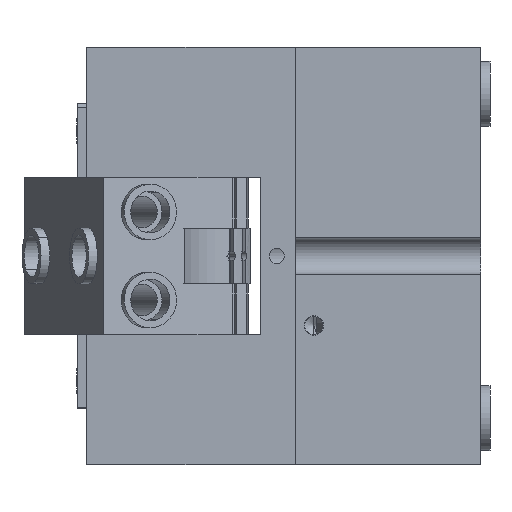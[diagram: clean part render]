
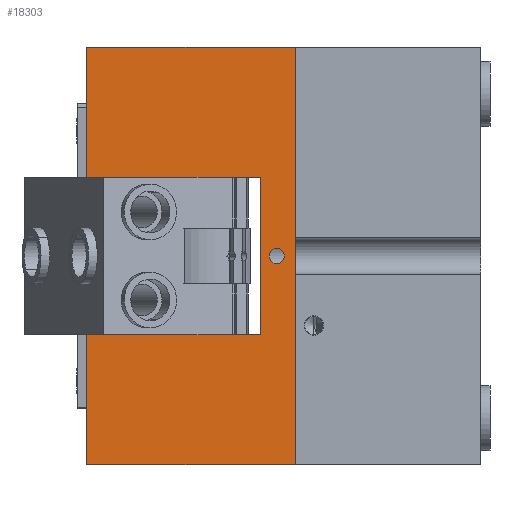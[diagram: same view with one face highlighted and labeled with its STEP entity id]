
A CAD part, left-side view. The second image highlights one B-rep face of the part: STEP entity #18303.
In plain terms, the highlighted planar face has unit normal (-1, 0, 0).
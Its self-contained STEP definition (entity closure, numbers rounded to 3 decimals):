
#17 = EDGE_CURVE ( 'NONE', #17962, #17837, #12804, .T. ) ;
#64 = EDGE_CURVE ( 'NONE', #17837, #17801, #13382, .T. ) ;
#79 = EDGE_CURVE ( 'NONE', #17962, #17900, #13407, .T. ) ;
#100 = EDGE_CURVE ( 'NONE', #17842, #17900, #13435, .T. ) ;
#101 = EDGE_CURVE ( 'NONE', #701, #762, #13438, .T. ) ;
#452 = EDGE_CURVE ( 'NONE', #17869, #17842, #14155, .T. ) ;
#461 = EDGE_CURVE ( 'NONE', #17859, #17935, #14180, .T. ) ;
#491 = EDGE_CURVE ( 'NONE', #17859, #17869, #14516, .T. ) ;
#492 = EDGE_CURVE ( 'NONE', #17935, #17801, #14525, .T. ) ;
#535 = EDGE_CURVE ( 'NONE', #762, #701, #14590, .T. ) ;
#701 = VERTEX_POINT ( 'NONE', #4078 ) ;
#762 = VERTEX_POINT ( 'NONE', #4139 ) ;
#1688 = AXIS2_PLACEMENT_3D ( 'NONE', #18922, #18969, #18964 ) ;
#1882 = AXIS2_PLACEMENT_3D ( 'NONE', #3777, #3778, #3779 ) ;
#3247 = CARTESIAN_POINT ( 'NONE',  ( -80., 47.5, 17. ) ) ;
#3248 = DIRECTION ( 'NONE',  ( 0., 0., -1. ) ) ;
#3267 = CARTESIAN_POINT ( 'NONE',  ( -80., 85., -45. ) ) ;
#3268 = DIRECTION ( 'NONE',  ( 0., 0., 1. ) ) ;
#3322 = CARTESIAN_POINT ( 'NONE',  ( -80., 85., 17. ) ) ;
#3344 = DIRECTION ( 'NONE',  ( 0., -1., 0. ) ) ;
#3345 = CARTESIAN_POINT ( 'NONE',  ( -80., 40., 45. ) ) ;
#3346 = DIRECTION ( 'NONE',  ( 0., -1., 0. ) ) ;
#3777 = CARTESIAN_POINT ( 'NONE',  ( -80., 44., 0. ) ) ;
#3778 = DIRECTION ( 'NONE',  ( -1., 0., 0. ) ) ;
#3779 = DIRECTION ( 'NONE',  ( 0., 0., 1. ) ) ;
#4078 = CARTESIAN_POINT ( 'NONE',  ( -80., 44., 1.65 ) ) ;
#4139 = CARTESIAN_POINT ( 'NONE',  ( -80., 44., -1.65 ) ) ;
#7344 = CARTESIAN_POINT ( 'NONE',  ( -80., 40., 45. ) ) ;
#7382 = CARTESIAN_POINT ( 'NONE',  ( -80., 40., -45. ) ) ;
#7387 = CARTESIAN_POINT ( 'NONE',  ( -80., 47.5, -17. ) ) ;
#7404 = CARTESIAN_POINT ( 'NONE',  ( -80., 85., 17. ) ) ;
#7415 = CARTESIAN_POINT ( 'NONE',  ( -80., 47.5, 17. ) ) ;
#7446 = CARTESIAN_POINT ( 'NONE',  ( -80., 85., -17. ) ) ;
#7482 = CARTESIAN_POINT ( 'NONE',  ( -80., 85., 45. ) ) ;
#7511 = CARTESIAN_POINT ( 'NONE',  ( -80., 85., -45. ) ) ;
#8370 = CARTESIAN_POINT ( 'NONE',  ( -80., 40., -45. ) ) ;
#8378 = PLANE ( 'NONE',  #16317 ) ;
#8379 = DIRECTION ( 'NONE',  ( -1., 0., 0. ) ) ;
#8380 = DIRECTION ( 'NONE',  ( 0., 0., 1. ) ) ;
#10477 = FACE_OUTER_BOUND ( 'NONE', #12034, .T. ) ;
#10482 = FACE_BOUND ( 'NONE', #12383, .T. ) ;
#11020 = VECTOR ( 'NONE', #18063, 1000. ) ;
#11486 = ORIENTED_EDGE ( 'NONE', *, *, #101, .F. ) ;
#11487 = ORIENTED_EDGE ( 'NONE', *, *, #535, .F. ) ;
#11488 = ORIENTED_EDGE ( 'NONE', *, *, #491, .T. ) ;
#11489 = ORIENTED_EDGE ( 'NONE', *, *, #452, .T. ) ;
#11490 = ORIENTED_EDGE ( 'NONE', *, *, #100, .T. ) ;
#11491 = ORIENTED_EDGE ( 'NONE', *, *, #79, .F. ) ;
#11492 = ORIENTED_EDGE ( 'NONE', *, *, #17, .T. ) ;
#11493 = ORIENTED_EDGE ( 'NONE', *, *, #64, .T. ) ;
#11494 = ORIENTED_EDGE ( 'NONE', *, *, #492, .F. ) ;
#11495 = ORIENTED_EDGE ( 'NONE', *, *, #461, .F. ) ;
#12034 = EDGE_LOOP ( 'NONE', ( #11488, #11489, #11490, #11491, #11492, #11493, #11494, #11495 ) ) ;
#12383 = EDGE_LOOP ( 'NONE', ( #11486, #11487 ) ) ;
#12804 = LINE ( 'NONE', #17990, #11020 ) ;
#13382 = LINE ( 'NONE', #18882, #13383 ) ;
#13383 = VECTOR ( 'NONE', #18841, 1000. ) ;
#13407 = LINE ( 'NONE', #18947, #13408 ) ;
#13408 = VECTOR ( 'NONE', #18896, 1000. ) ;
#13421 = VECTOR ( 'NONE', #18946, 1000. ) ;
#13435 = LINE ( 'NONE', #18953, #13421 ) ;
#13438 = CIRCLE ( 'NONE', #1688, 1.65 ) ;
#14155 = LINE ( 'NONE', #3247, #14157 ) ;
#14157 = VECTOR ( 'NONE', #3248, 1000. ) ;
#14169 = VECTOR ( 'NONE', #3268, 1000. ) ;
#14180 = LINE ( 'NONE', #3267, #14169 ) ;
#14516 = LINE ( 'NONE', #3322, #14524 ) ;
#14524 = VECTOR ( 'NONE', #3344, 1000. ) ;
#14525 = LINE ( 'NONE', #3345, #14526 ) ;
#14526 = VECTOR ( 'NONE', #3346, 1000. ) ;
#14590 = CIRCLE ( 'NONE', #1882, 1.65 ) ;
#16317 = AXIS2_PLACEMENT_3D ( 'NONE', #8370, #8379, #8380 ) ;
#17801 = VERTEX_POINT ( 'NONE', #7344 ) ;
#17837 = VERTEX_POINT ( 'NONE', #7382 ) ;
#17842 = VERTEX_POINT ( 'NONE', #7387 ) ;
#17859 = VERTEX_POINT ( 'NONE', #7404 ) ;
#17869 = VERTEX_POINT ( 'NONE', #7415 ) ;
#17900 = VERTEX_POINT ( 'NONE', #7446 ) ;
#17935 = VERTEX_POINT ( 'NONE', #7482 ) ;
#17962 = VERTEX_POINT ( 'NONE', #7511 ) ;
#17990 = CARTESIAN_POINT ( 'NONE',  ( -80., 40., -45. ) ) ;
#18063 = DIRECTION ( 'NONE',  ( 0., -1., 0. ) ) ;
#18303 = ADVANCED_FACE ( 'NONE', ( #10482, #10477 ), #8378, .T. ) ;
#18841 = DIRECTION ( 'NONE',  ( 0., 0., 1. ) ) ;
#18882 = CARTESIAN_POINT ( 'NONE',  ( -80., 40., -45. ) ) ;
#18896 = DIRECTION ( 'NONE',  ( 0., 0., 1. ) ) ;
#18922 = CARTESIAN_POINT ( 'NONE',  ( -80., 44., 0. ) ) ;
#18946 = DIRECTION ( 'NONE',  ( 0., 1., 0. ) ) ;
#18947 = CARTESIAN_POINT ( 'NONE',  ( -80., 85., -45. ) ) ;
#18953 = CARTESIAN_POINT ( 'NONE',  ( -80., 85., -17. ) ) ;
#18964 = DIRECTION ( 'NONE',  ( 0., 0., 1. ) ) ;
#18969 = DIRECTION ( 'NONE',  ( -1., 0., 0. ) ) ;
